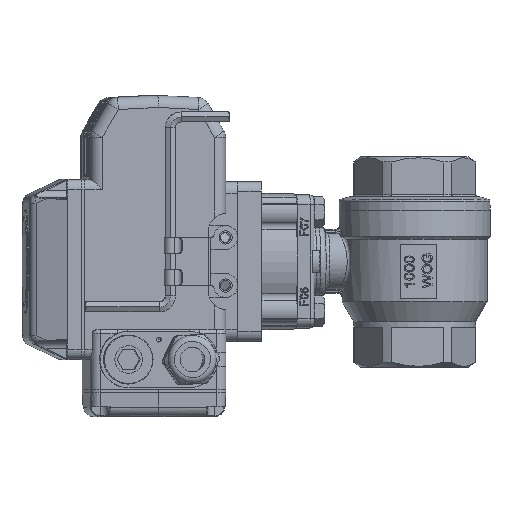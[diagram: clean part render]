
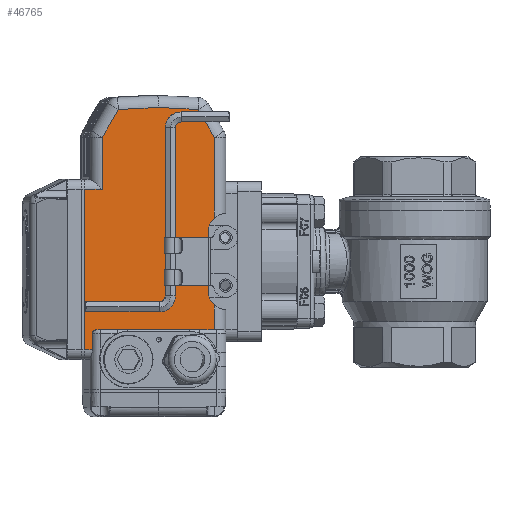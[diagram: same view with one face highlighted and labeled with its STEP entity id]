
A CAD part, front view. The second image highlights one B-rep face of the part: STEP entity #46765.
In plain terms, the highlighted face is planar.
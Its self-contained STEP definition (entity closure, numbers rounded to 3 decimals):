
#1373=B_SPLINE_CURVE_WITH_KNOTS('',3,(#84075,#84076,#84077,#84078,#84079,
#84080,#84081),.UNSPECIFIED.,.F.,.F.,(4,1,1,1,4),(0.,
0.001,0.003,0.004,0.005),
 .UNSPECIFIED.);
#2686=LINE('',#82111,#6299);
#2691=LINE('',#82146,#6304);
#3093=LINE('',#84051,#6706);
#3094=LINE('',#84053,#6707);
#3095=LINE('',#84058,#6708);
#3096=LINE('',#84062,#6709);
#3097=LINE('',#84064,#6710);
#3098=LINE('',#84066,#6711);
#3099=LINE('',#84068,#6712);
#3100=LINE('',#84070,#6713);
#3101=LINE('',#84072,#6714);
#3102=LINE('',#84073,#6715);
#3103=LINE('',#84083,#6716);
#3104=LINE('',#84085,#6717);
#3105=LINE('',#84087,#6718);
#6299=VECTOR('',#56409,1000.);
#6304=VECTOR('',#56442,1000.);
#6706=VECTOR('',#58380,1000.);
#6707=VECTOR('',#58383,1000.);
#6708=VECTOR('',#58386,1000.);
#6709=VECTOR('',#58389,1000.);
#6710=VECTOR('',#58390,1000.);
#6711=VECTOR('',#58391,1000.);
#6712=VECTOR('',#58392,1000.);
#6713=VECTOR('',#58393,1000.);
#6714=VECTOR('',#58394,1000.);
#6715=VECTOR('',#58395,1000.);
#6716=VECTOR('',#58396,1000.);
#6717=VECTOR('',#58397,1000.);
#6718=VECTOR('',#58398,1000.);
#14772=ORIENTED_EDGE('',*,*,#26563,.T.);
#14773=ORIENTED_EDGE('',*,*,#26564,.F.);
#14774=ORIENTED_EDGE('',*,*,#26565,.F.);
#14775=ORIENTED_EDGE('',*,*,#26566,.F.);
#14776=ORIENTED_EDGE('',*,*,#26567,.T.);
#14777=ORIENTED_EDGE('',*,*,#26568,.T.);
#14778=ORIENTED_EDGE('',*,*,#26569,.T.);
#14779=ORIENTED_EDGE('',*,*,#26570,.T.);
#14780=ORIENTED_EDGE('',*,*,#26571,.T.);
#14781=ORIENTED_EDGE('',*,*,#26572,.T.);
#14782=ORIENTED_EDGE('',*,*,#25670,.F.);
#14783=ORIENTED_EDGE('',*,*,#25653,.F.);
#14784=ORIENTED_EDGE('',*,*,#26562,.T.);
#14785=ORIENTED_EDGE('',*,*,#26573,.T.);
#14786=ORIENTED_EDGE('',*,*,#26574,.T.);
#14787=ORIENTED_EDGE('',*,*,#26575,.T.);
#14788=ORIENTED_EDGE('',*,*,#26576,.T.);
#14789=ORIENTED_EDGE('',*,*,#26577,.T.);
#25653=EDGE_CURVE('',#32120,#32113,#2686,.T.);
#25670=EDGE_CURVE('',#32113,#32137,#2691,.T.);
#26562=EDGE_CURVE('',#32120,#32685,#3093,.T.);
#26563=EDGE_CURVE('',#32686,#32687,#3094,.T.);
#26564=EDGE_CURVE('',#32688,#32687,#36349,.T.);
#26565=EDGE_CURVE('',#32689,#32688,#3095,.T.);
#26566=EDGE_CURVE('',#32690,#32689,#36350,.T.);
#26567=EDGE_CURVE('',#32690,#32691,#3096,.T.);
#26568=EDGE_CURVE('',#32691,#32692,#3097,.T.);
#26569=EDGE_CURVE('',#32692,#32693,#3098,.T.);
#26570=EDGE_CURVE('',#32693,#32694,#3099,.T.);
#26571=EDGE_CURVE('',#32694,#32695,#3100,.T.);
#26572=EDGE_CURVE('',#32695,#32137,#3101,.T.);
#26573=EDGE_CURVE('',#32685,#32696,#3102,.T.);
#26574=EDGE_CURVE('',#32696,#32697,#1373,.T.);
#26575=EDGE_CURVE('',#32697,#32698,#3103,.T.);
#26576=EDGE_CURVE('',#32698,#32699,#3104,.T.);
#26577=EDGE_CURVE('',#32699,#32686,#3105,.T.);
#32113=VERTEX_POINT('',#82097);
#32120=VERTEX_POINT('',#82110);
#32137=VERTEX_POINT('',#82147);
#32685=VERTEX_POINT('',#84050);
#32686=VERTEX_POINT('',#84054);
#32687=VERTEX_POINT('',#84055);
#32688=VERTEX_POINT('',#84057);
#32689=VERTEX_POINT('',#84059);
#32690=VERTEX_POINT('',#84061);
#32691=VERTEX_POINT('',#84063);
#32692=VERTEX_POINT('',#84065);
#32693=VERTEX_POINT('',#84067);
#32694=VERTEX_POINT('',#84069);
#32695=VERTEX_POINT('',#84071);
#32696=VERTEX_POINT('',#84074);
#32697=VERTEX_POINT('',#84082);
#32698=VERTEX_POINT('',#84084);
#32699=VERTEX_POINT('',#84086);
#36349=CIRCLE('',#50686,9.);
#36350=CIRCLE('',#50687,9.);
#38964=EDGE_LOOP('',(#14772,#14773,#14774,#14775,#14776,#14777,#14778,#14779,
#14780,#14781,#14782,#14783,#14784,#14785,#14786,#14787,#14788,#14789));
#42345=FACE_BOUND('',#38964,.T.);
#45043=PLANE('',#50685);
#46765=ADVANCED_FACE('',(#42345),#45043,.F.);
#50685=AXIS2_PLACEMENT_3D('',#84052,#58381,#58382);
#50686=AXIS2_PLACEMENT_3D('',#84056,#58384,#58385);
#50687=AXIS2_PLACEMENT_3D('',#84060,#58387,#58388);
#56409=DIRECTION('',(-1.,0.,0.));
#56442=DIRECTION('',(0.,0.,1.));
#58380=DIRECTION('',(0.,0.,1.));
#58381=DIRECTION('',(0.,1.,0.));
#58382=DIRECTION('',(0.,0.,1.));
#58383=DIRECTION('',(-1.,0.,0.));
#58384=DIRECTION('',(0.,-1.,0.));
#58385=DIRECTION('',(0.,0.,1.));
#58386=DIRECTION('',(1.,0.,0.));
#58387=DIRECTION('',(0.,-1.,0.));
#58388=DIRECTION('',(0.,0.,-1.));
#58389=DIRECTION('',(-1.,0.,0.));
#58390=DIRECTION('',(-0.866,0.,-0.5));
#58391=DIRECTION('',(-0.05,0.,-0.999));
#58392=DIRECTION('',(0.05,0.,-0.999));
#58393=DIRECTION('',(0.866,0.,-0.5));
#58394=DIRECTION('',(1.,0.,0.));
#58395=DIRECTION('',(-1.,0.,0.));
#58396=DIRECTION('',(0.,0.,1.));
#58397=DIRECTION('',(0.,0.,1.));
#58398=DIRECTION('',(0.,0.,1.));
#82097=CARTESIAN_POINT('',(-36.,-43.,-37.));
#82110=CARTESIAN_POINT('',(44.,-43.,-37.));
#82111=CARTESIAN_POINT('',(44.,-43.,-37.));
#82146=CARTESIAN_POINT('',(-36.,-43.,-37.));
#82147=CARTESIAN_POINT('',(-36.,-43.,-28.));
#84050=CARTESIAN_POINT('',(44.,-43.,-33.));
#84051=CARTESIAN_POINT('',(44.,-43.,-37.));
#84052=CARTESIAN_POINT('',(-62.144,-43.,-28.));
#84053=CARTESIAN_POINT('',(-62.144,-43.,28.));
#84054=CARTESIAN_POINT('',(34.,-43.,28.));
#84055=CARTESIAN_POINT('',(21.708,-43.,28.));
#84056=CARTESIAN_POINT('',(15.,-43.,34.));
#84057=CARTESIAN_POINT('',(15.,-43.,25.));
#84058=CARTESIAN_POINT('',(-15.,-43.,25.));
#84059=CARTESIAN_POINT('',(-15.,-43.,25.));
#84060=CARTESIAN_POINT('',(-15.,-43.,34.));
#84061=CARTESIAN_POINT('',(-21.708,-43.,28.));
#84062=CARTESIAN_POINT('',(-62.144,-43.,28.));
#84063=CARTESIAN_POINT('',(-62.144,-43.,28.));
#84064=CARTESIAN_POINT('',(-76.,-43.,20.));
#84065=CARTESIAN_POINT('',(-76.,-43.,20.));
#84066=CARTESIAN_POINT('',(-77.007,-43.,-0.297));
#84067=CARTESIAN_POINT('',(-76.993,-43.,0.));
#84068=CARTESIAN_POINT('',(-76.,-43.,-20.));
#84069=CARTESIAN_POINT('',(-76.,-43.,-20.));
#84070=CARTESIAN_POINT('',(-62.144,-43.,-28.));
#84071=CARTESIAN_POINT('',(-62.144,-43.,-28.));
#84072=CARTESIAN_POINT('',(-36.,-43.,-28.));
#84073=CARTESIAN_POINT('',(44.,-43.,-33.));
#84074=CARTESIAN_POINT('',(36.,-43.,-33.));
#84075=CARTESIAN_POINT('',(36.,-43.,-33.));
#84076=CARTESIAN_POINT('',(35.576,-43.,-33.));
#84077=CARTESIAN_POINT('',(34.756,-43.,-32.643));
#84078=CARTESIAN_POINT('',(34.128,-43.,-31.495));
#84079=CARTESIAN_POINT('',(33.99,-43.,-30.249));
#84080=CARTESIAN_POINT('',(34.,-43.,-29.417));
#84081=CARTESIAN_POINT('',(34.,-43.,-29.));
#84082=CARTESIAN_POINT('',(34.,-43.,-29.));
#84083=CARTESIAN_POINT('',(34.,-43.,34.));
#84084=CARTESIAN_POINT('',(34.,-43.,-20.696));
#84085=CARTESIAN_POINT('',(34.,-43.,34.));
#84086=CARTESIAN_POINT('',(34.,-43.,20.696));
#84087=CARTESIAN_POINT('',(34.,-43.,34.));
